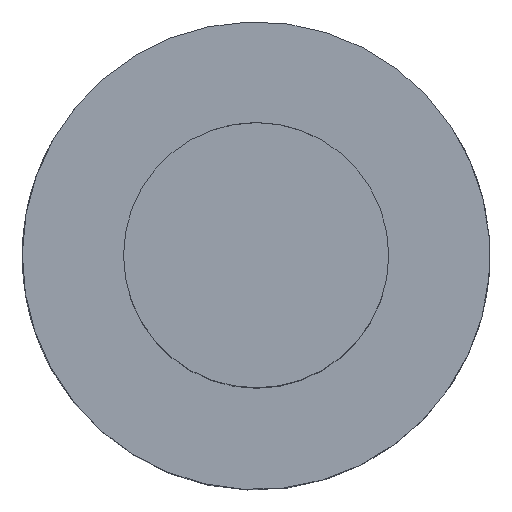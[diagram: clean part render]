
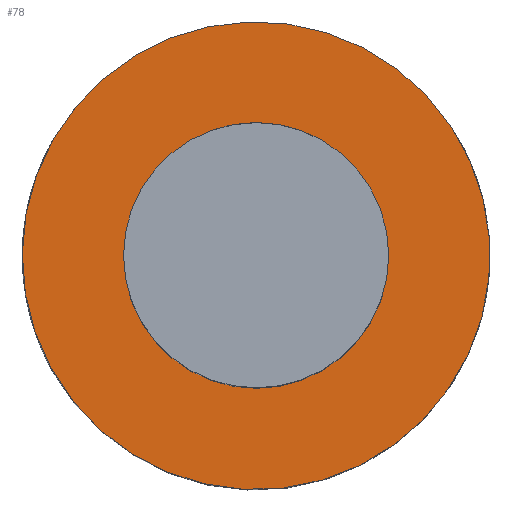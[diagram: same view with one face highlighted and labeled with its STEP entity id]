
A CAD part, top view. The second image highlights one B-rep face of the part: STEP entity #78.
In plain terms, the highlighted planar face has unit normal (0, 0, 1).
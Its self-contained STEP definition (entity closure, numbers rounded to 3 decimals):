
#70=EDGE_CURVE('240[2]',#187,#187,#188,.T.);
#78=ADVANCED_FACE('240[2]',(#199,#200),#201,.T.);
#82=EDGE_CURVE('240[2]',#206,#206,#207,.T.);
#187=VERTEX_POINT('',#365);
#188=CIRCLE('',#366,18.0);
#199=FACE_OUTER_BOUND('',#381,.T.);
#200=FACE_BOUND('',#382,.T.);
#201=PLANE('',#383);
#206=VERTEX_POINT('',#390);
#207=CIRCLE('',#391,31.75);
#365=CARTESIAN_POINT('',(18.0,0.0,0.0));
#366=AXIS2_PLACEMENT_3D('',#716,#717,#718);
#381=EDGE_LOOP('',(#727));
#382=EDGE_LOOP('',(#728));
#383=AXIS2_PLACEMENT_3D('',#729,#730,#731);
#390=CARTESIAN_POINT('',(26.1,-18.079,0.));
#391=AXIS2_PLACEMENT_3D('',#735,#736,#737);
#716=CARTESIAN_POINT('',(0.0,0.0,0.));
#717=DIRECTION('',(0.,0.,-1.0));
#718=DIRECTION('',(1.0,0.,0.));
#727=ORIENTED_EDGE('',*,*,#82,.T.);
#728=ORIENTED_EDGE('',*,*,#70,.T.);
#729=CARTESIAN_POINT('',(-18.0,0.,0.));
#730=DIRECTION('',(0.,0.,1.0));
#731=DIRECTION('',(1.0,0.,0.0));
#735=CARTESIAN_POINT('',(0.,0.,0.0));
#736=DIRECTION('',(0.,0.,1.0));
#737=DIRECTION('',(0.,1.0,0.));
